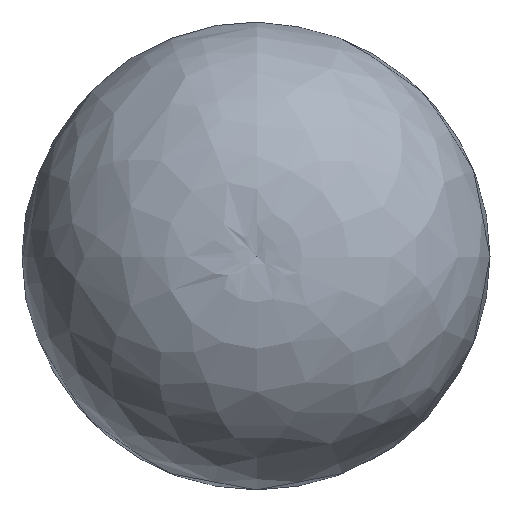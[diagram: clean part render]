
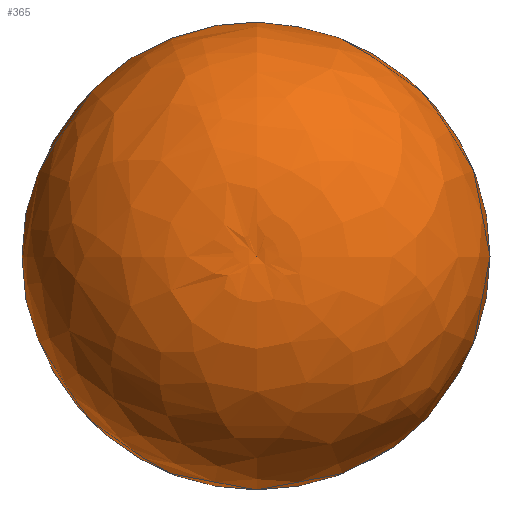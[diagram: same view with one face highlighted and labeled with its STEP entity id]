
A CAD part, left-side view. The second image highlights one B-rep face of the part: STEP entity #365.
In plain terms, the highlighted free-form (B-spline) face has degree [2, 2] with [5, 9] control points.
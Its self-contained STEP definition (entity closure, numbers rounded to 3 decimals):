
#15=(
BOUNDED_SURFACE()
B_SPLINE_SURFACE(2,2,((#653,#654,#655,#656,#657,#658,#659,#660,#661),(#662,
#663,#664,#665,#666,#667,#668,#669,#670),(#671,#672,#673,#674,#675,#676,
#677,#678,#679),(#680,#681,#682,#683,#684,#685,#686,#687,#688),(#689,#690,
#691,#692,#693,#694,#695,#696,#697)),.UNSPECIFIED.,.F.,.T.,.F.)
B_SPLINE_SURFACE_WITH_KNOTS((3,2,3),(3,2,2,2,3),(-1.735,-0.81,
0.115),(-3.142,-1.571,0.,1.571,
3.142),.UNSPECIFIED.)
GEOMETRIC_REPRESENTATION_ITEM()
RATIONAL_B_SPLINE_SURFACE(((1.,0.707,1.,0.707,1.,
0.707,1.,0.707,1.),(0.895,0.633,
0.895,0.633,0.895,0.633,
0.895,0.633,0.895),(1.,0.707,
1.,0.707,1.,0.707,1.,0.707,1.),(0.895,
0.633,0.895,0.633,0.895,
0.633,0.895,0.633,0.895),
(1.,0.707,1.,0.707,1.,0.707,1.,0.707,
1.)))
REPRESENTATION_ITEM('')
SURFACE()
);
#41=CIRCLE('',#429,20.827);
#42=CIRCLE('',#430,20.827);
#43=CIRCLE('',#431,18.);
#96=FACE_OUTER_BOUND('',#117,.T.);
#117=EDGE_LOOP('',(#307,#308,#309,#310));
#183=VERTEX_POINT('',#648);
#184=VERTEX_POINT('',#650);
#185=VERTEX_POINT('',#698);
#228=EDGE_CURVE('',#183,#184,#41,.T.);
#229=EDGE_CURVE('',#184,#183,#42,.T.);
#230=EDGE_CURVE('',#184,#185,#43,.T.);
#307=ORIENTED_EDGE('',*,*,#228,.F.);
#308=ORIENTED_EDGE('',*,*,#229,.F.);
#309=ORIENTED_EDGE('',*,*,#230,.T.);
#310=ORIENTED_EDGE('',*,*,#230,.F.);
#365=ADVANCED_FACE('',(#96),#15,.F.);
#429=AXIS2_PLACEMENT_3D('',#651,#533,#534);
#430=AXIS2_PLACEMENT_3D('',#652,#535,#536);
#431=AXIS2_PLACEMENT_3D('',#699,#537,#538);
#533=DIRECTION('center_axis',(1.,0.,0.));
#534=DIRECTION('ref_axis',(0.,1.,0.));
#535=DIRECTION('center_axis',(1.,0.,0.));
#536=DIRECTION('ref_axis',(0.,1.,0.));
#537=DIRECTION('center_axis',(0.,-1.,0.));
#538=DIRECTION('ref_axis',(0.,0.,1.));
#648=CARTESIAN_POINT('',(-18.874,-24.364,0.));
#650=CARTESIAN_POINT('',(-18.874,-3.537,20.827));
#651=CARTESIAN_POINT('Origin',(-18.874,-3.537,0.));
#652=CARTESIAN_POINT('Origin',(-18.874,-3.537,0.));
#653=CARTESIAN_POINT('Ctrl Pts',(-38.703,-3.537,0.));
#654=CARTESIAN_POINT('Ctrl Pts',(-38.703,-3.537,0.));
#655=CARTESIAN_POINT('Ctrl Pts',(-38.703,-3.537,0.));
#656=CARTESIAN_POINT('Ctrl Pts',(-38.703,-3.537,0.));
#657=CARTESIAN_POINT('Ctrl Pts',(-38.703,-3.537,0.));
#658=CARTESIAN_POINT('Ctrl Pts',(-38.703,-3.537,0.));
#659=CARTESIAN_POINT('Ctrl Pts',(-38.703,-3.537,0.));
#660=CARTESIAN_POINT('Ctrl Pts',(-38.703,-3.537,0.));
#661=CARTESIAN_POINT('Ctrl Pts',(-38.703,-3.537,0.));
#662=CARTESIAN_POINT('Ctrl Pts',(-40.173,-3.537,8.857));
#663=CARTESIAN_POINT('Ctrl Pts',(-40.173,-12.394,8.857));
#664=CARTESIAN_POINT('Ctrl Pts',(-40.173,-12.394,0.));
#665=CARTESIAN_POINT('Ctrl Pts',(-40.173,-12.394,-8.857));
#666=CARTESIAN_POINT('Ctrl Pts',(-40.173,-3.537,-8.857));
#667=CARTESIAN_POINT('Ctrl Pts',(-40.173,5.32,-8.857));
#668=CARTESIAN_POINT('Ctrl Pts',(-40.173,5.32,0.));
#669=CARTESIAN_POINT('Ctrl Pts',(-40.173,5.32,8.857));
#670=CARTESIAN_POINT('Ctrl Pts',(-40.173,-3.537,8.857));
#671=CARTESIAN_POINT('Ctrl Pts',(-33.982,-3.537,15.359));
#672=CARTESIAN_POINT('Ctrl Pts',(-33.982,-18.896,15.359));
#673=CARTESIAN_POINT('Ctrl Pts',(-33.982,-18.896,0.));
#674=CARTESIAN_POINT('Ctrl Pts',(-33.982,-18.896,-15.359));
#675=CARTESIAN_POINT('Ctrl Pts',(-33.982,-3.537,-15.359));
#676=CARTESIAN_POINT('Ctrl Pts',(-33.982,11.822,-15.359));
#677=CARTESIAN_POINT('Ctrl Pts',(-33.982,11.822,0.));
#678=CARTESIAN_POINT('Ctrl Pts',(-33.982,11.822,15.359));
#679=CARTESIAN_POINT('Ctrl Pts',(-33.982,-3.537,15.359));
#680=CARTESIAN_POINT('Ctrl Pts',(-27.792,-3.537,21.861));
#681=CARTESIAN_POINT('Ctrl Pts',(-27.792,-25.398,21.861));
#682=CARTESIAN_POINT('Ctrl Pts',(-27.792,-25.398,0.));
#683=CARTESIAN_POINT('Ctrl Pts',(-27.792,-25.398,-21.861));
#684=CARTESIAN_POINT('Ctrl Pts',(-27.792,-3.537,-21.861));
#685=CARTESIAN_POINT('Ctrl Pts',(-27.792,18.324,-21.861));
#686=CARTESIAN_POINT('Ctrl Pts',(-27.792,18.324,0.));
#687=CARTESIAN_POINT('Ctrl Pts',(-27.792,18.324,21.861));
#688=CARTESIAN_POINT('Ctrl Pts',(-27.792,-3.537,21.861));
#689=CARTESIAN_POINT('Ctrl Pts',(-18.874,-3.537,20.827));
#690=CARTESIAN_POINT('Ctrl Pts',(-18.874,-24.364,20.827));
#691=CARTESIAN_POINT('Ctrl Pts',(-18.874,-24.364,0.));
#692=CARTESIAN_POINT('Ctrl Pts',(-18.874,-24.364,-20.827));
#693=CARTESIAN_POINT('Ctrl Pts',(-18.874,-3.537,-20.827));
#694=CARTESIAN_POINT('Ctrl Pts',(-18.874,17.29,-20.827));
#695=CARTESIAN_POINT('Ctrl Pts',(-18.874,17.29,0.));
#696=CARTESIAN_POINT('Ctrl Pts',(-18.874,17.29,20.827));
#697=CARTESIAN_POINT('Ctrl Pts',(-18.874,-3.537,20.827));
#698=CARTESIAN_POINT('',(-38.703,-3.537,0.));
#699=CARTESIAN_POINT('Origin',(-20.946,-3.537,2.947));
